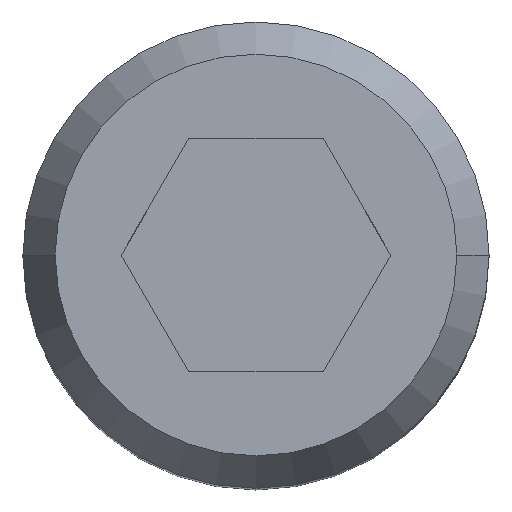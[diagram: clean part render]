
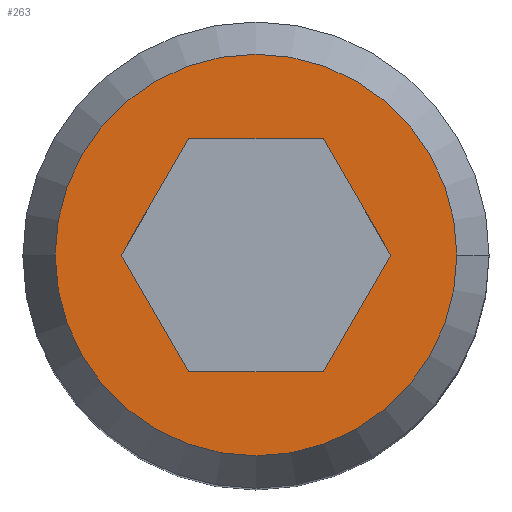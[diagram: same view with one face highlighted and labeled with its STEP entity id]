
A CAD part, top view. The second image highlights one B-rep face of the part: STEP entity #263.
In plain terms, the highlighted planar face has unit normal (0, 0, 1).
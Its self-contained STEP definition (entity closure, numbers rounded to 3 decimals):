
#121=VERTEX_POINT('',#313);
#125=EDGE_CURVE('',#127,#175,#317,.T.);
#127=VERTEX_POINT('',#319);
#159=EDGE_CURVE('',#163,#183,#354,.T.);
#163=VERTEX_POINT('',#359);
#175=VERTEX_POINT('',#372);
#181=EDGE_CURVE('',#183,#227,#379,.T.);
#183=VERTEX_POINT('',#381);
#199=EDGE_CURVE('',#273,#121,#402,.T.);
#225=EDGE_CURVE('',#227,#265,#431,.T.);
#227=VERTEX_POINT('',#433);
#243=EDGE_CURVE('',#175,#127,#453,.T.);
#259=EDGE_CURVE('',#265,#273,#470,.T.);
#263=ADVANCED_FACE('',(#474,#475),#476,.T.);
#265=VERTEX_POINT('',#478);
#267=EDGE_CURVE('',#121,#163,#480,.T.);
#273=VERTEX_POINT('',#486);
#313=CARTESIAN_POINT('',(2.751,4.765,52.39));
#317=CIRCLE('',#529,8.205);
#319=CARTESIAN_POINT('',(8.205,0.,52.39));
#354=LINE('',#578,#579);
#359=CARTESIAN_POINT('',(5.502,0.,52.39));
#372=CARTESIAN_POINT('',(-8.205,0.,52.39));
#379=LINE('',#611,#612);
#381=CARTESIAN_POINT('',(2.751,-4.765,52.39));
#402=LINE('',#638,#639);
#431=LINE('',#677,#678);
#433=CARTESIAN_POINT('',(-2.751,-4.765,52.39));
#453=CIRCLE('',#707,8.205);
#470=LINE('',#729,#730);
#474=FACE_BOUND('',#735,.T.);
#475=FACE_OUTER_BOUND('',#736,.T.);
#476=PLANE('',#737);
#478=CARTESIAN_POINT('',(-5.502,0.,52.39));
#480=LINE('',#742,#743);
#486=CARTESIAN_POINT('',(-2.751,4.765,52.39));
#529=AXIS2_PLACEMENT_3D('',#784,#785,#786);
#578=CARTESIAN_POINT('',(3.952,-2.686,52.39));
#579=VECTOR('',#831,1.0);
#611=CARTESIAN_POINT('',(0.676,-4.765,52.39));
#612=VECTOR('',#860,1.0);
#638=CARTESIAN_POINT('',(2.051,4.765,52.39));
#639=VECTOR('',#894,1.0);
#677=CARTESIAN_POINT('',(-4.302,-2.079,52.39));
#678=VECTOR('',#933,1.0);
#707=AXIS2_PLACEMENT_3D('',#961,#962,#963);
#729=CARTESIAN_POINT('',(-2.926,4.462,52.39));
#730=VECTOR('',#974,1.0);
#735=EDGE_LOOP('',(#979,#980,#981,#982,#983,#984));
#736=EDGE_LOOP('',(#985,#986));
#737=AXIS2_PLACEMENT_3D('',#987,#988,#989);
#742=CARTESIAN_POINT('',(5.327,0.303,52.39));
#743=VECTOR('',#990,1.0);
#784=CARTESIAN_POINT('',(0.,0.0,52.39));
#785=DIRECTION('',(0.,0.,1.0));
#786=DIRECTION('',(1.0,0.,0.));
#831=DIRECTION('',(-0.5,-0.866,0.));
#860=DIRECTION('',(-1.0,0.,0.));
#894=DIRECTION('',(1.0,0.,0.));
#933=DIRECTION('',(-0.5,0.866,0.));
#961=CARTESIAN_POINT('',(0.,0.0,52.39));
#962=DIRECTION('',(0.,0.,1.0));
#963=DIRECTION('',(1.0,0.,0.));
#974=DIRECTION('',(0.5,0.866,0.));
#979=ORIENTED_EDGE('',*,*,#259,.T.);
#980=ORIENTED_EDGE('',*,*,#199,.T.);
#981=ORIENTED_EDGE('',*,*,#267,.T.);
#982=ORIENTED_EDGE('',*,*,#159,.T.);
#983=ORIENTED_EDGE('',*,*,#181,.T.);
#984=ORIENTED_EDGE('',*,*,#225,.T.);
#985=ORIENTED_EDGE('',*,*,#125,.T.);
#986=ORIENTED_EDGE('',*,*,#243,.T.);
#987=CARTESIAN_POINT('',(4.103,0.,52.39));
#988=DIRECTION('',(0.,0.,1.0));
#989=DIRECTION('',(1.0,0.,0.));
#990=DIRECTION('',(0.5,-0.866,0.));
